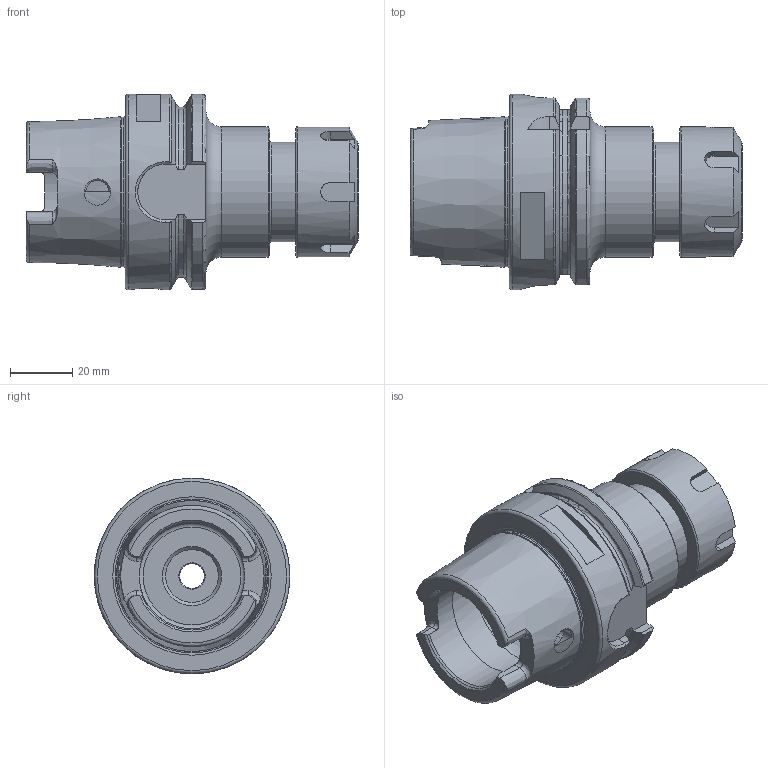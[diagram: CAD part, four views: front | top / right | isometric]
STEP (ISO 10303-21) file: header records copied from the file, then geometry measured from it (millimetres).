
FILE_DESCRIPTION(/* description */ (''),/* implementation_level */ '2;1');
FILE_NAME(/* name */ 'HSK063A-ER25-075.stp',/* time_stamp */ '2019-05-28T16:49:35-05:00',/* author */ ('ldfli'),/* organization */ (''),/* preprocessor_version */ 'ST-DEVELOPER v18',/* originating_system */ 'Autodesk Inventor LT',/* authorisation */ '');
FILE_SCHEMA (('AUTOMOTIVE_DESIGN { 1 0 10303 214 3 1 1 }'));
Length unit declared in the file: millimetre
Products named in the file (1): HSK063A-ER25-075
Bounding box: 107 x 63 x 63 mm (x, y, z)
Volume: 124133 mm3; surface area: 35349.2 mm2
Topology: 2 solids, 2 shells, 179 faces, 529 edges, 366 vertices
Faces by surface type: plane 71, cylinder 39, cone 28, torus 28, bspline 13
Full cylindrical faces by diameter (mm): 7.5 x2, 8 x1, 10 x1, 14 x1, 17 x1, 18 x1, 19 x1, 20.515 x1, 23.5 x1, 28.5 x1, 30.5 x1, 32 x1, 33.72 x1, 34 x2, 40 x1, 42 x2, 48.241 x1, 63 x1
Entity records: 7647 total; most frequent: CARTESIAN_POINT 2944, ORIENTED_EDGE 1062, DIRECTION 920, EDGE_CURVE 531, AXIS2_PLACEMENT_3D 383, VERTEX_POINT 368, CIRCLE 217, EDGE_LOOP 197
